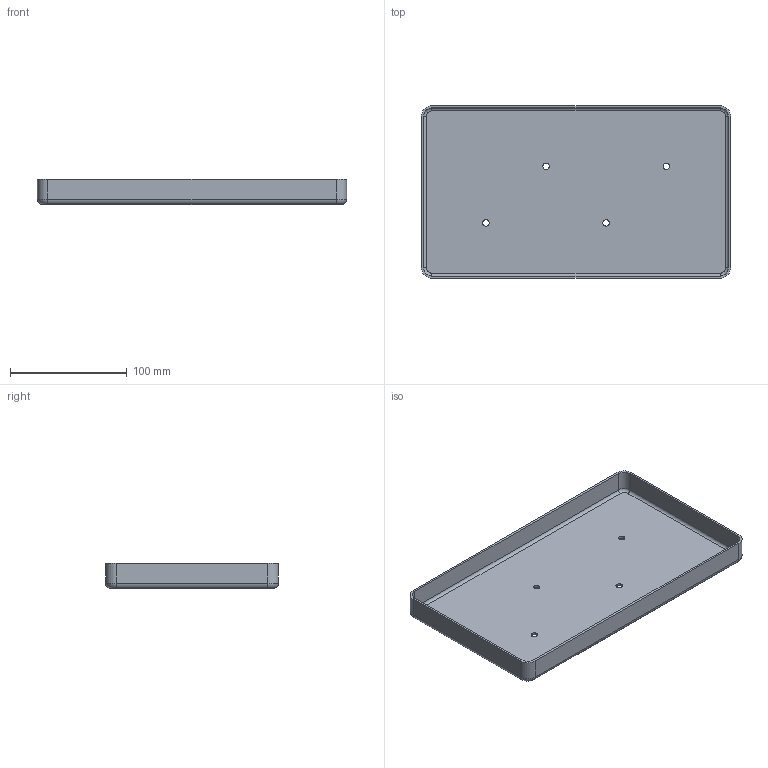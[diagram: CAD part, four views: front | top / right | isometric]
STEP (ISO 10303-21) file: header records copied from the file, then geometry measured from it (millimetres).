
FILE_DESCRIPTION( ( 'STEP AP203' ), '1' );
FILE_NAME( ' ', ' ', ( ' ' ), ( ' ' ), 'PSStep 10.0', ' ', ' ' );
FILE_SCHEMA( ( 'CONFIG_CONTROL_DESIGN' ) );
Length unit declared in the file: millimetre
Products named in the file (1): 1
Bounding box: 265 x 148 x 21.5 mm (x, y, z)
Volume: 107047.9 mm3; surface area: 108803 mm2
Topology: 1 solids, 1 shells, 39 faces, 96 edges, 60 vertices
Faces by surface type: cylinder 20, plane 11, torus 8
Full cylindrical faces by diameter (mm): 5.5 x4
Entity records: 1166 total; most frequent: DIRECTION 216, CARTESIAN_POINT 184, ORIENTED_EDGE 176, AXIS2_PLACEMENT_3D 88, EDGE_CURVE 88, VERTEX_POINT 56, EDGE_LOOP 52, CIRCLE 48
